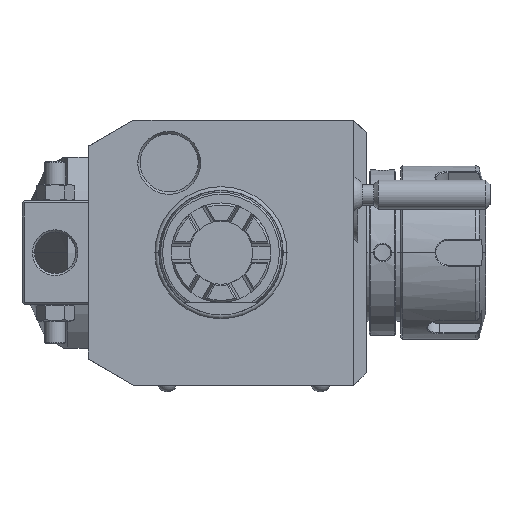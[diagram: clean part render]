
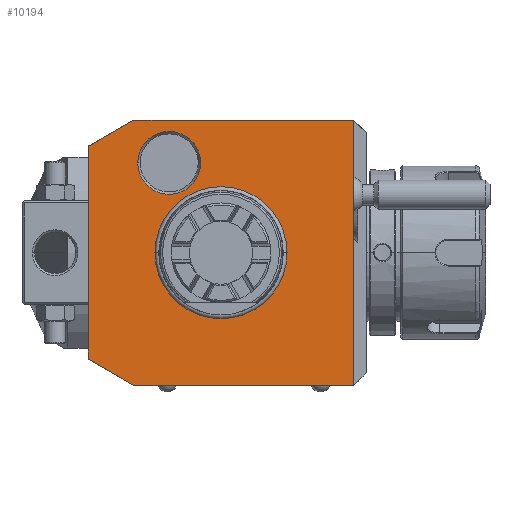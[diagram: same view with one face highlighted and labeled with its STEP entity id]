
A CAD part, front view. The second image highlights one B-rep face of the part: STEP entity #10194.
In plain terms, the highlighted planar face has unit normal (0, -1, 0).
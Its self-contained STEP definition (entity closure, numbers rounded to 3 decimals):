
#1=DIRECTION('',(-0.866,0.,-0.5));
#2=VECTOR('',#1,12.702);
#3=CARTESIAN_POINT('',(-21.,0.,32.));
#4=LINE('',#3,#2);
#5=DIRECTION('',(-1.,0.,0.));
#6=VECTOR('',#5,53.);
#7=CARTESIAN_POINT('',(32.,0.,32.));
#8=LINE('',#7,#6);
#9=DIRECTION('',(0.,0.,1.));
#10=VECTOR('',#9,64.);
#11=CARTESIAN_POINT('',(32.,0.,-32.));
#12=LINE('',#11,#10);
#13=DIRECTION('',(1.,0.,0.));
#14=VECTOR('',#13,53.);
#15=CARTESIAN_POINT('',(-21.,0.,-32.));
#16=LINE('',#15,#14);
#17=DIRECTION('',(0.866,0.,-0.5));
#18=VECTOR('',#17,12.702);
#19=CARTESIAN_POINT('',(-32.,0.,-25.649));
#20=LINE('',#19,#18);
#21=DIRECTION('',(0.,0.,-1.));
#22=VECTOR('',#21,51.298);
#23=CARTESIAN_POINT('',(-32.,0.,25.649));
#24=LINE('',#23,#22);
#25=CARTESIAN_POINT('',(-12.5,0.,21.651));
#26=DIRECTION('',(0.,1.,0.));
#27=DIRECTION('',(1.,0.,0.));
#28=AXIS2_PLACEMENT_3D('',#25,#26,#27);
#30=CARTESIAN_POINT('',(-12.5,0.,21.651));
#31=DIRECTION('',(0.,1.,0.));
#32=DIRECTION('',(-1.,0.,0.));
#33=AXIS2_PLACEMENT_3D('',#30,#31,#32);
#7317=CARTESIAN_POINT('',(0.,0.,0.));
#7318=DIRECTION('',(0.,-1.,0.));
#7319=DIRECTION('',(1.,0.,0.));
#7320=AXIS2_PLACEMENT_3D('',#7317,#7318,#7319);
#7322=CARTESIAN_POINT('',(0.,0.,0.));
#7323=DIRECTION('',(0.,-1.,0.));
#7324=DIRECTION('',(-1.,0.,0.));
#7325=AXIS2_PLACEMENT_3D('',#7322,#7323,#7324);
#9126=CARTESIAN_POINT('',(-4.923,0.,
21.651));
#9127=CARTESIAN_POINT('',(-20.077,0.,
21.651));
#9128=VERTEX_POINT('',#9126);
#9129=VERTEX_POINT('',#9127);
#9949=CARTESIAN_POINT('',(-21.,0.,32.));
#9950=CARTESIAN_POINT('',(-32.,0.,25.649));
#9951=VERTEX_POINT('',#9949);
#9952=VERTEX_POINT('',#9950);
#9953=CARTESIAN_POINT('',(-32.,0.,-25.649));
#9954=VERTEX_POINT('',#9953);
#9955=CARTESIAN_POINT('',(-21.,0.,-32.));
#9956=VERTEX_POINT('',#9955);
#9957=CARTESIAN_POINT('',(32.,0.,-32.));
#9958=VERTEX_POINT('',#9957);
#9959=CARTESIAN_POINT('',(32.,0.,32.));
#9960=VERTEX_POINT('',#9959);
#10039=CARTESIAN_POINT('',(15.783,0.,0.));
#10040=CARTESIAN_POINT('',(-15.783,0.,0.));
#10041=VERTEX_POINT('',#10039);
#10042=VERTEX_POINT('',#10040);
#10163=CARTESIAN_POINT('',(0.,0.,0.));
#10164=DIRECTION('',(0.,-1.,0.));
#10165=DIRECTION('',(-1.,0.,0.));
#10166=AXIS2_PLACEMENT_3D('',#10163,#10164,#10165);
#10167=PLANE('',#10166);
#10169=ORIENTED_EDGE('',*,*,#10168,.F.);
#10171=ORIENTED_EDGE('',*,*,#10170,.F.);
#10173=ORIENTED_EDGE('',*,*,#10172,.F.);
#10175=ORIENTED_EDGE('',*,*,#10174,.F.);
#10177=ORIENTED_EDGE('',*,*,#10176,.F.);
#10179=ORIENTED_EDGE('',*,*,#10178,.F.);
#10180=EDGE_LOOP('',(#10169,#10171,#10173,#10175,#10177,#10179));
#10181=FACE_OUTER_BOUND('',#10180,.F.);
#10183=ORIENTED_EDGE('',*,*,#10182,.T.);
#10185=ORIENTED_EDGE('',*,*,#10184,.T.);
#10186=EDGE_LOOP('',(#10183,#10185));
#10187=FACE_BOUND('',#10186,.F.);
#10189=ORIENTED_EDGE('',*,*,#10188,.F.);
#10191=ORIENTED_EDGE('',*,*,#10190,.F.);
#10192=EDGE_LOOP('',(#10189,#10191));
#10193=FACE_BOUND('',#10192,.F.);
#29=CIRCLE('',#28,7.577);
#34=CIRCLE('',#33,7.577);
#7321=CIRCLE('',#7320,15.783);
#7326=CIRCLE('',#7325,15.783);
#10168=EDGE_CURVE('',#9951,#9952,#4,.T.);
#10170=EDGE_CURVE('',#9960,#9951,#8,.T.);
#10172=EDGE_CURVE('',#9958,#9960,#12,.T.);
#10174=EDGE_CURVE('',#9956,#9958,#16,.T.);
#10176=EDGE_CURVE('',#9954,#9956,#20,.T.);
#10178=EDGE_CURVE('',#9952,#9954,#24,.T.);
#10182=EDGE_CURVE('',#10041,#10042,#7321,.T.);
#10184=EDGE_CURVE('',#10042,#10041,#7326,.T.);
#10188=EDGE_CURVE('',#9128,#9129,#29,.T.);
#10190=EDGE_CURVE('',#9129,#9128,#34,.T.);
#10194=ADVANCED_FACE('',(#10181,#10187,#10193),#10167,.T.);
